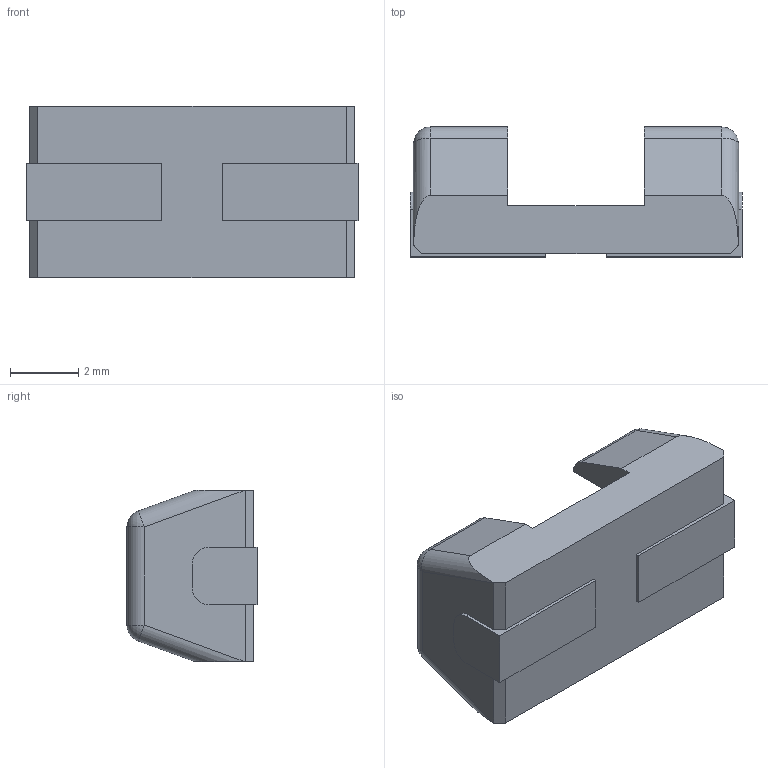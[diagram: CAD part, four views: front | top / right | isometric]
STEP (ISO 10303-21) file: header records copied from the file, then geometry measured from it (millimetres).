
FILE_DESCRIPTION (( 'STEP AP214' ), '1' );
FILE_NAME ('SMF_OMNI-BLOK.STEP', '2015-05-28T08:51:48', ( '' ), ( '' ), 'SwSTEP 2.0', 'SolidWorks 2014', '' );
FILE_SCHEMA (( 'AUTOMOTIVE_DESIGN' ));
Length unit declared in the file: millimetre
Products named in the file (1): SMF_OMNI-BLOK
Bounding box: 9.73 x 3.81 x 5.03 mm (x, y, z)
Volume: 84.9 mm3; surface area: 227.3 mm2
Topology: 1 solids, 1 shells, 56 faces, 154 edges, 96 vertices
Faces by surface type: plane 38, cylinder 14, sphere 4
Entity records: 1932 total; most frequent: CARTESIAN_POINT 315, ORIENTED_EDGE 300, DIRECTION 284, EDGE_CURVE 150, VECTOR 122, LINE 122, VERTEX_POINT 96, AXIS2_PLACEMENT_3D 81
